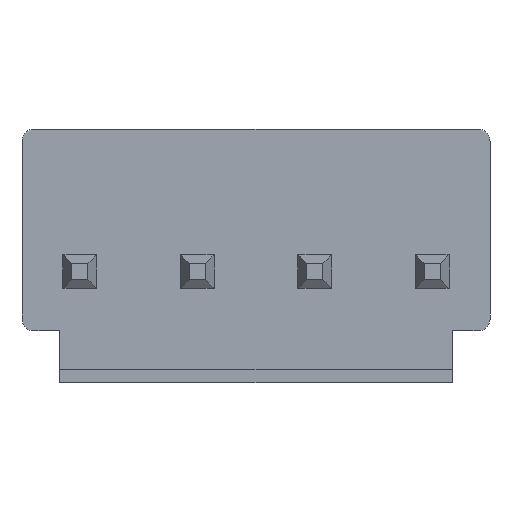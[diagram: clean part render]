
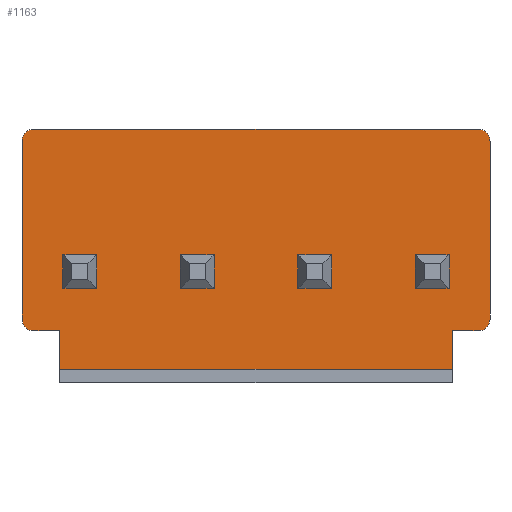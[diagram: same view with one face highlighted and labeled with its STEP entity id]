
A CAD part, front view. The second image highlights one B-rep face of the part: STEP entity #1163.
In plain terms, the highlighted planar face has unit normal (0, -1, 0).
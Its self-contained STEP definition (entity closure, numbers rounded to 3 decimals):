
#24=PLANE('',#1259);
#97=FACE_OUTER_BOUND('',#173,.T.);
#173=EDGE_LOOP('',(#837,#838,#839,#840,#841,#842,#843,#844,#845,#846,#847,
#848));
#249=LINE('',#1677,#405);
#252=LINE('',#1683,#408);
#253=LINE('',#1685,#409);
#254=LINE('',#1687,#410);
#255=LINE('',#1689,#411);
#256=LINE('',#1691,#412);
#257=LINE('',#1695,#413);
#258=LINE('',#1699,#414);
#405=VECTOR('',#1351,10.);
#408=VECTOR('',#1356,10.);
#409=VECTOR('',#1357,10.);
#410=VECTOR('',#1358,10.);
#411=VECTOR('',#1359,10.);
#412=VECTOR('',#1360,10.);
#413=VECTOR('',#1363,10.);
#414=VECTOR('',#1366,10.);
#560=CIRCLE('',#1257,0.4);
#561=CIRCLE('',#1260,0.4);
#562=CIRCLE('',#1261,0.4);
#563=CIRCLE('',#1262,0.4);
#569=VERTEX_POINT('',#1670);
#570=VERTEX_POINT('',#1672);
#571=VERTEX_POINT('',#1676);
#573=VERTEX_POINT('',#1682);
#574=VERTEX_POINT('',#1684);
#575=VERTEX_POINT('',#1686);
#576=VERTEX_POINT('',#1688);
#577=VERTEX_POINT('',#1690);
#578=VERTEX_POINT('',#1692);
#579=VERTEX_POINT('',#1694);
#580=VERTEX_POINT('',#1696);
#581=VERTEX_POINT('',#1698);
#667=EDGE_CURVE('',#569,#570,#560,.T.);
#669=EDGE_CURVE('',#571,#570,#249,.T.);
#672=EDGE_CURVE('',#569,#573,#252,.T.);
#673=EDGE_CURVE('',#574,#573,#253,.T.);
#674=EDGE_CURVE('',#574,#575,#254,.T.);
#675=EDGE_CURVE('',#576,#575,#255,.T.);
#676=EDGE_CURVE('',#576,#577,#256,.T.);
#677=EDGE_CURVE('',#578,#577,#561,.T.);
#678=EDGE_CURVE('',#578,#579,#257,.T.);
#679=EDGE_CURVE('',#580,#579,#562,.T.);
#680=EDGE_CURVE('',#580,#581,#258,.T.);
#681=EDGE_CURVE('',#571,#581,#563,.T.);
#837=ORIENTED_EDGE('',*,*,#667,.F.);
#838=ORIENTED_EDGE('',*,*,#672,.T.);
#839=ORIENTED_EDGE('',*,*,#673,.F.);
#840=ORIENTED_EDGE('',*,*,#674,.T.);
#841=ORIENTED_EDGE('',*,*,#675,.F.);
#842=ORIENTED_EDGE('',*,*,#676,.T.);
#843=ORIENTED_EDGE('',*,*,#677,.F.);
#844=ORIENTED_EDGE('',*,*,#678,.T.);
#845=ORIENTED_EDGE('',*,*,#679,.F.);
#846=ORIENTED_EDGE('',*,*,#680,.T.);
#847=ORIENTED_EDGE('',*,*,#681,.F.);
#848=ORIENTED_EDGE('',*,*,#669,.T.);
#1163=ADVANCED_FACE('',(#97),#24,.F.);
#1257=AXIS2_PLACEMENT_3D('',#1673,#1346,#1347);
#1259=AXIS2_PLACEMENT_3D('',#1681,#1354,#1355);
#1260=AXIS2_PLACEMENT_3D('',#1693,#1361,#1362);
#1261=AXIS2_PLACEMENT_3D('',#1697,#1364,#1365);
#1262=AXIS2_PLACEMENT_3D('',#1700,#1367,#1368);
#1346=DIRECTION('center_axis',(0.,1.,0.));
#1347=DIRECTION('ref_axis',(-0.707,0.,-0.707));
#1351=DIRECTION('',(0.,0.,-1.));
#1354=DIRECTION('center_axis',(0.,1.,0.));
#1355=DIRECTION('ref_axis',(1.,0.,0.));
#1356=DIRECTION('',(1.,0.,0.));
#1357=DIRECTION('',(0.,0.,1.));
#1358=DIRECTION('',(1.,0.,0.));
#1359=DIRECTION('',(0.,0.,-1.));
#1360=DIRECTION('',(1.,0.,0.));
#1361=DIRECTION('center_axis',(0.,1.,0.));
#1362=DIRECTION('ref_axis',(0.707,0.,-0.707));
#1363=DIRECTION('',(0.,0.,1.));
#1364=DIRECTION('center_axis',(0.,1.,0.));
#1365=DIRECTION('ref_axis',(0.707,0.,0.707));
#1366=DIRECTION('',(-1.,0.,0.));
#1367=DIRECTION('center_axis',(0.,1.,0.));
#1368=DIRECTION('ref_axis',(-0.707,0.,0.707));
#1670=CARTESIAN_POINT('',(-7.49,0.,-3.4));
#1672=CARTESIAN_POINT('',(-7.89,0.,-3.));
#1673=CARTESIAN_POINT('Origin',(-7.49,0.,-3.));
#1676=CARTESIAN_POINT('',(-7.89,0.,3.));
#1677=CARTESIAN_POINT('',(-7.89,0.,3.4));
#1681=CARTESIAN_POINT('Origin',(0.,0.,0.));
#1682=CARTESIAN_POINT('',(-6.62,0.,-3.4));
#1683=CARTESIAN_POINT('',(-7.89,0.,-3.4));
#1684=CARTESIAN_POINT('',(-6.62,0.,-4.7));
#1685=CARTESIAN_POINT('',(-6.62,0.,-3.4));
#1686=CARTESIAN_POINT('',(6.62,0.,-4.7));
#1687=CARTESIAN_POINT('',(0.,0.,-4.7));
#1688=CARTESIAN_POINT('',(6.62,0.,-3.4));
#1689=CARTESIAN_POINT('',(6.62,0.,-3.4));
#1690=CARTESIAN_POINT('',(7.49,0.,-3.4));
#1691=CARTESIAN_POINT('',(-7.89,0.,-3.4));
#1692=CARTESIAN_POINT('',(7.89,0.,-3.));
#1693=CARTESIAN_POINT('Origin',(7.49,0.,-3.));
#1694=CARTESIAN_POINT('',(7.89,0.,3.));
#1695=CARTESIAN_POINT('',(7.89,0.,-3.4));
#1696=CARTESIAN_POINT('',(7.49,0.,3.4));
#1697=CARTESIAN_POINT('Origin',(7.49,0.,3.));
#1698=CARTESIAN_POINT('',(-7.49,0.,3.4));
#1699=CARTESIAN_POINT('',(7.89,0.,3.4));
#1700=CARTESIAN_POINT('Origin',(-7.49,0.,3.));
